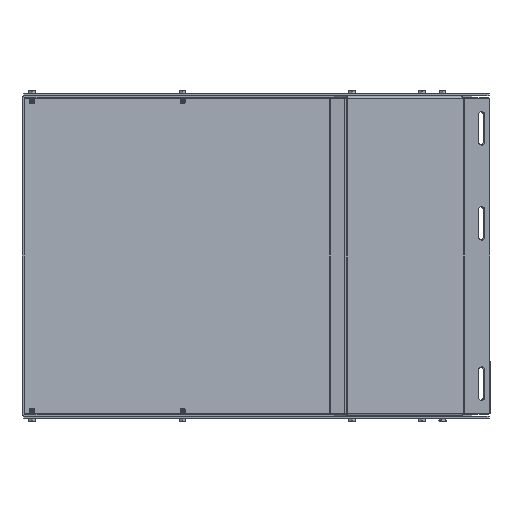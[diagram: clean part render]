
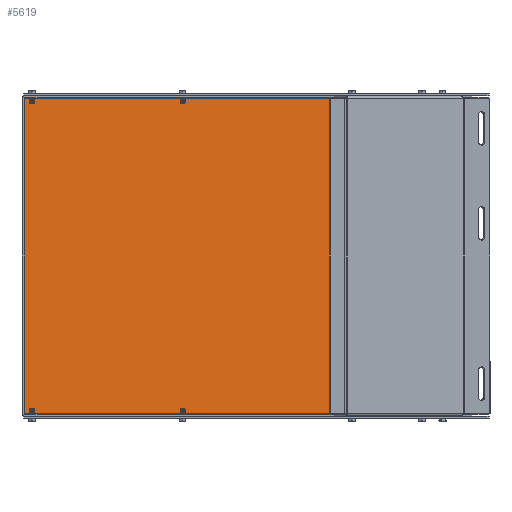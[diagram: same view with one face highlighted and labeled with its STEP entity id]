
A CAD part, left-side view. The second image highlights one B-rep face of the part: STEP entity #5619.
In plain terms, the highlighted face is planar.
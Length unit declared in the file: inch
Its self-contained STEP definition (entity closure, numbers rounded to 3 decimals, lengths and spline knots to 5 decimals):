
#437=PLANE('',#6089);
#702=FACE_OUTER_BOUND('',#1090,.T.);
#1090=EDGE_LOOP('',(#4718,#4719,#4720,#4721));
#1479=LINE('',#8606,#1955);
#1495=LINE('',#8705,#1971);
#1635=LINE('',#9202,#2111);
#1636=LINE('',#9203,#2112);
#1955=VECTOR('',#7052,16.19081);
#1971=VECTOR('',#7098,16.19081);
#2111=VECTOR('',#7436,11.7895);
#2112=VECTOR('',#7437,11.7895);
#2629=VERTEX_POINT('',#8603);
#2630=VERTEX_POINT('',#8605);
#2645=VERTEX_POINT('',#8702);
#2646=VERTEX_POINT('',#8704);
#3231=EDGE_CURVE('',#2630,#2629,#1479,.T.);
#3257=EDGE_CURVE('',#2646,#2645,#1495,.T.);
#3439=EDGE_CURVE('',#2629,#2646,#1635,.T.);
#3440=EDGE_CURVE('',#2645,#2630,#1636,.T.);
#4718=ORIENTED_EDGE('',*,*,#3231,.T.);
#4719=ORIENTED_EDGE('',*,*,#3439,.T.);
#4720=ORIENTED_EDGE('',*,*,#3257,.T.);
#4721=ORIENTED_EDGE('',*,*,#3440,.T.);
#5619=ADVANCED_FACE('',(#702),#437,.T.);
#6089=AXIS2_PLACEMENT_3D('',#9201,#7434,#7435);
#7052=DIRECTION('',(1.,0.,0.));
#7098=DIRECTION('',(-1.,0.,0.));
#7434=DIRECTION('center_axis',(0.,0.,1.));
#7435=DIRECTION('ref_axis',(1.,0.,0.));
#7436=DIRECTION('',(0.,1.,0.));
#7437=DIRECTION('',(0.,-1.,0.));
#8603=CARTESIAN_POINT('',(8.0954,-5.89475,0.074));
#8605=CARTESIAN_POINT('',(-8.0954,-5.89475,0.074));
#8606=CARTESIAN_POINT('',(4.0477,-5.89475,0.074));
#8702=CARTESIAN_POINT('',(-8.0954,5.89475,0.074));
#8704=CARTESIAN_POINT('',(8.0954,5.89475,0.074));
#8705=CARTESIAN_POINT('',(-4.0477,5.89475,0.074));
#9201=CARTESIAN_POINT('Origin',(0.,0.,
0.074));
#9202=CARTESIAN_POINT('',(8.0954,2.963,0.074));
#9203=CARTESIAN_POINT('',(-8.0954,-2.963,0.074));
